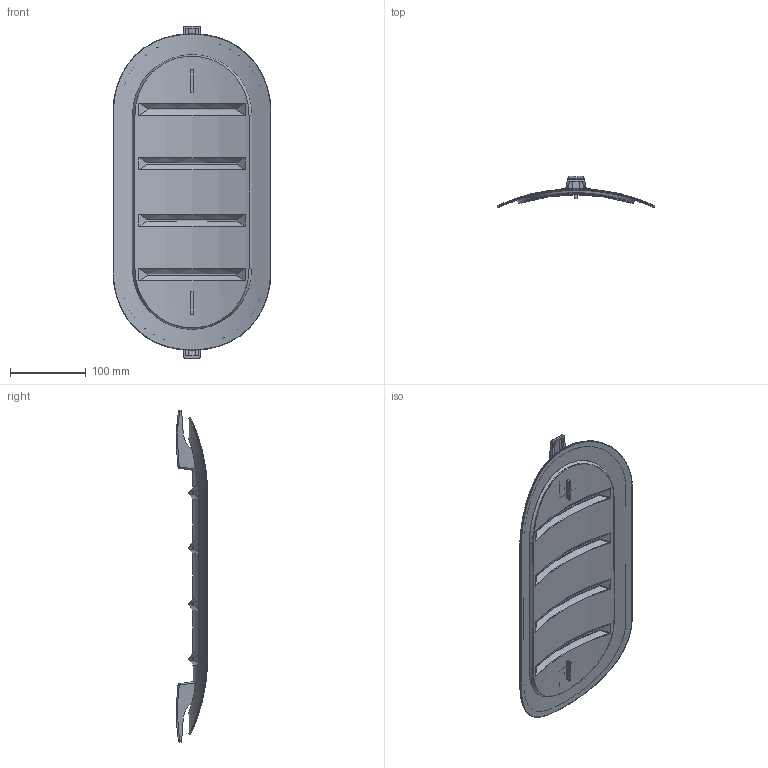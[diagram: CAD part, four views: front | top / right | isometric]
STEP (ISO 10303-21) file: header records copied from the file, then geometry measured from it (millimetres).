
FILE_DESCRIPTION((''),'2;1');
FILE_NAME('HRUK-500.stp','2014-04-03T08:02:19',(''),(''),'Autodesk Inventor 2013','Autodesk Inventor 2013','');
FILE_SCHEMA(('AUTOMOTIVE_DESIGN { 1 2 10303 214 0 1 1 1 }'));
Length unit declared in the file: millimetre
Products named in the file (6): HRUK-500; HRUKInreLockämne-500; HRUK-Packning-10; HRUKYttreLockämne-500; FästeHRUK; HandtagHRUK
Assembly tree (7 placements, depth 2):
  HRUK-500
    HRUKInreLockämne-500
    HRUK-Packning-10
    HRUKYttreLockämne-500
    FästeHRUK  x2
    HandtagHRUK  x2
Bounding box: 208.58 x 41.45 x 439 mm (x, y, z)
Volume: 155732.8 mm3; surface area: 383872.7 mm2
Topology: 7 solids, 7 shells, 588 faces, 1440 edges, 856 vertices
Faces by surface type: bspline 236, plane 220, cylinder 76, cone 32, torus 16, sphere 8
Full cylindrical faces by diameter (mm): 6 x2
Entity records: 23385 total; most frequent: CARTESIAN_POINT 12567, ORIENTED_EDGE 2554, DIRECTION 1539, EDGE_CURVE 1277, VERTEX_POINT 774, B_SPLINE_CURVE_WITH_KNOTS 620, EDGE_LOOP 575, AXIS2_PLACEMENT_3D 566
